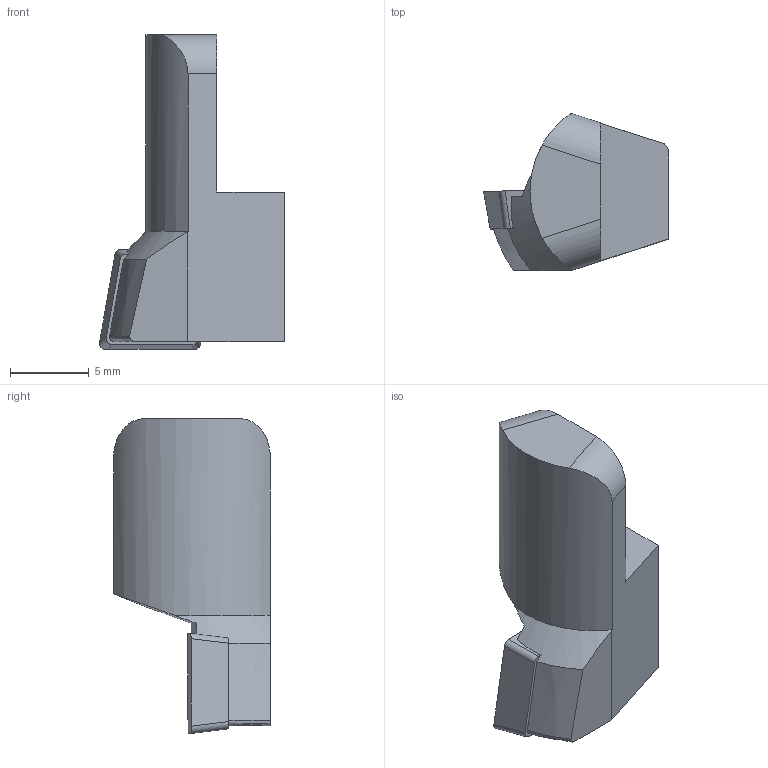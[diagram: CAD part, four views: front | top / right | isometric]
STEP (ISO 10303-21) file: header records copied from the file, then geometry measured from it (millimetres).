
FILE_DESCRIPTION(/* description */ (''),/* implementation_level */ '2;1');
FILE_NAME(/* name */ 'A765R3.stp',/* time_stamp */ '2017-10-27T11:34:29+05:00',/* author */ (''),/* organization */ (''),/* preprocessor_version */ 'ST-DEVELOPER v16',/* originating_system */ 'SIEMENS PLM Software NX 11.0',/* authorisation */ '');
FILE_SCHEMA (('AUTOMOTIVE_DESIGN { 1 0 10303 214 3 1 1 1 }'));
Length unit declared in the file: millimetre
Products named in the file (1): A765R3
Bounding box: 11.75 x 9.96 x 20 mm (x, y, z)
Volume: 832.1 mm3; surface area: 773.8 mm2
Topology: 2 solids, 2 shells, 31 faces, 81 edges, 54 vertices
Faces by surface type: plane 20, cylinder 8, cone 2, torus 1
Entity records: 1088 total; most frequent: CARTESIAN_POINT 254, ORIENTED_EDGE 162, DIRECTION 162, EDGE_CURVE 81, AXIS2_PLACEMENT_3D 55, VERTEX_POINT 54, LINE 52, VECTOR 52
